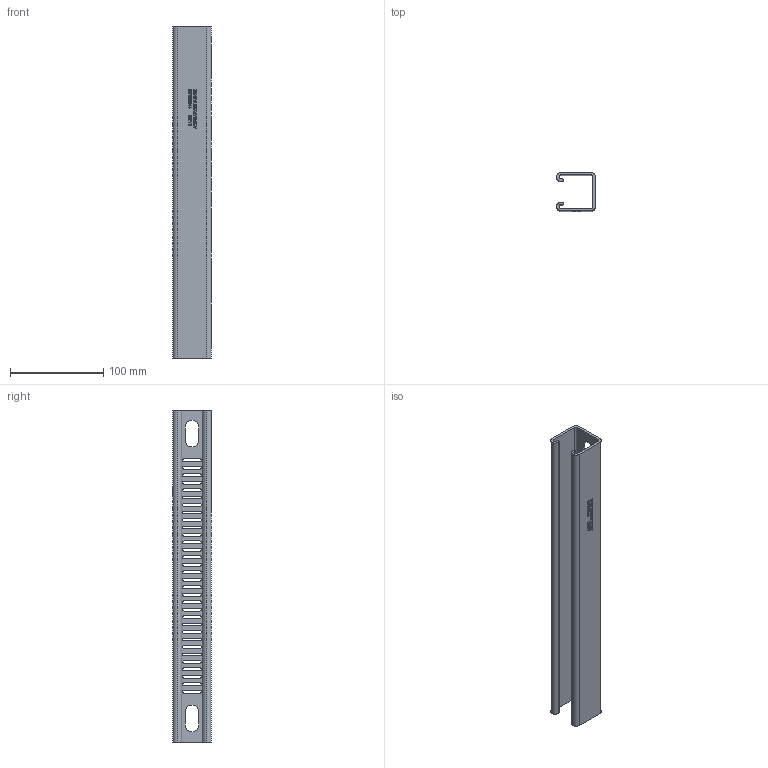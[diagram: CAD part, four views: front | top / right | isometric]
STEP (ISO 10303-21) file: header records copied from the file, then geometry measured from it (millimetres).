
FILE_DESCRIPTION (( 'STEP AP203' ), '1' );
FILE_NAME ('SS15812-14.STEP', '2022-06-13T16:11:50', ( '' ), ( '' ), 'SwSTEP 2.0', 'SolidWorks 2021', '' );
FILE_SCHEMA (( 'CONFIG_CONTROL_DESIGN' ));
Length unit declared in the file: inch
Products named in the file (1): SS15812-14
Bounding box: 41.27 x 41.27 x 355.6 mm (x, y, z)
Volume: 118416.8 mm3; surface area: 95233.6 mm2
Topology: 1 solids, 1 shells, 936 faces, 2610 edges, 1740 vertices
Faces by surface type: plane 497, cylinder 291, bspline 148
Entity records: 37523 total; most frequent: CARTESIAN_POINT 13675, ORIENTED_EDGE 5220, DIRECTION 4474, EDGE_CURVE 2610, VERTEX_POINT 1740, LINE 1732, VECTOR 1732, AXIS2_PLACEMENT_3D 1371
